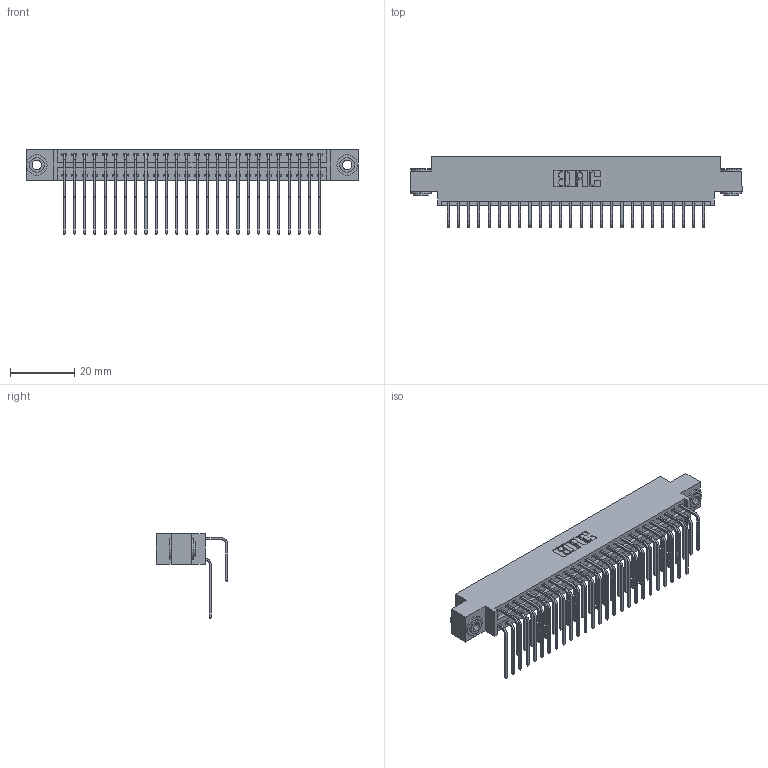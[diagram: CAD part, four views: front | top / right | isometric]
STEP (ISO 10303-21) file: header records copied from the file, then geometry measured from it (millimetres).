
FILE_DESCRIPTION (( 'STEP AP203' ), '1' );
FILE_NAME ('396-052-558-803.STEP', '2018-09-08T06:57:49', ( '' ), ( '' ), 'SwSTEP 2.0', 'SolidWorks 2016', '' );
FILE_SCHEMA (( 'CONFIG_CONTROL_DESIGN' ));
Length unit declared in the file: inch
Products named in the file (5): 346 Part_0.170 Offset - 0.156 Dia-TH; 345-292-001_558 559 Tail - 1; 345-292-001_558 Tail - 2; 345-250-002_345-250-002-102; 396-052-558-803
Assembly tree (55 placements, depth 2):
  396-052-558-803
    346 Part_0.170 Offset - 0.156 Dia-TH
    345-292-001_558 559 Tail - 1  x26
    345-292-001_558 Tail - 2  x26
    345-250-002_345-250-002-102  x2
Bounding box: 103.12 x 22.16 x 26.16 mm (x, y, z)
Volume: 10096.4 mm3; surface area: 15459.5 mm2
Topology: 55 solids, 55 shells, 2972 faces, 8789 edges, 5786 vertices
Faces by surface type: plane 2014, cylinder 950, cone 8
Entity records: 21688 total; most frequent: CARTESIAN_POINT 3626, ORIENTED_EDGE 3502, DIRECTION 3249, EDGE_CURVE 1751, VECTOR 1451, LINE 1451, VERTEX_POINT 1162, AXIS2_PLACEMENT_3D 899
